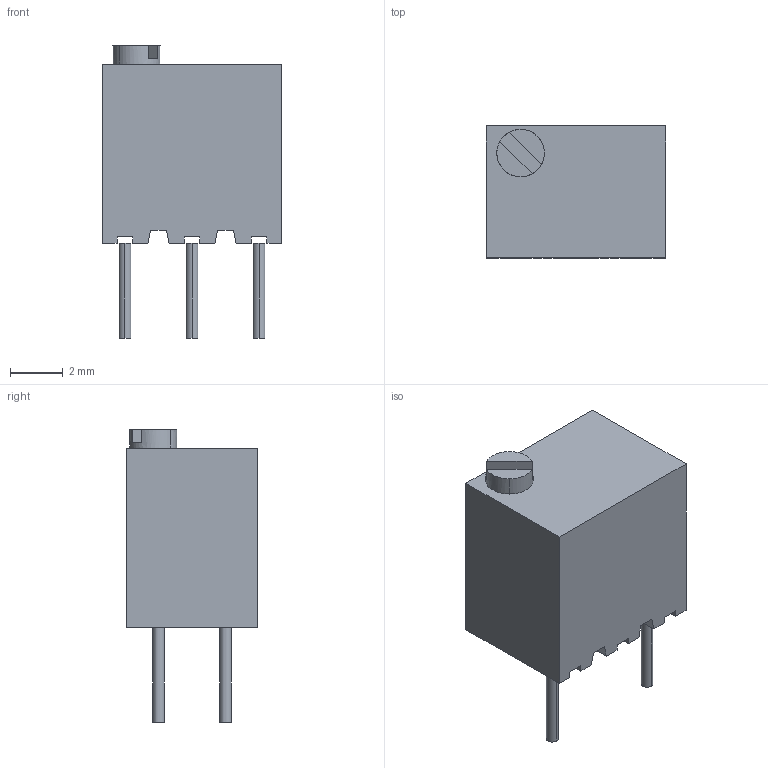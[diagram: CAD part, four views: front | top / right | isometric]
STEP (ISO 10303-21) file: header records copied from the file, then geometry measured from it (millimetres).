
FILE_DESCRIPTION((''),'2;1');
FILE_NAME('TRIM_VISHAY_T63YB.stp','2011-03-30T11:50:00',(''),(''),'Mechanical Desktop 2011','Mechanical Desktop 2011',', , ');
FILE_SCHEMA(('AUTOMOTIVE_DESIGN { 1 2 10303 214 1 1 1 1 }'));
Length unit declared in the file: millimetre
Products named in the file (1): Product
Bounding box: 6.8 x 5 x 11.1 mm (x, y, z)
Volume: 228.5 mm3; surface area: 268.4 mm2
Topology: 5 solids, 5 shells, 46 faces, 108 edges, 72 vertices
Faces by surface type: plane 25, bspline 13, cylinder 8
Entity records: 1360 total; most frequent: CARTESIAN_POINT 266, ORIENTED_EDGE 216, DIRECTION 196, EDGE_CURVE 108, VECTOR 88, LINE 88, VERTEX_POINT 72, AXIS2_PLACEMENT_3D 54
